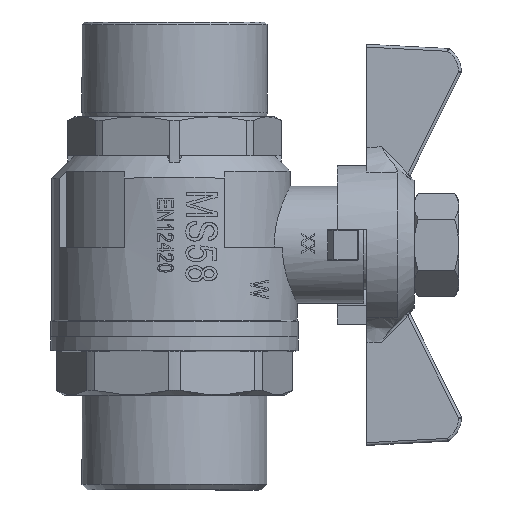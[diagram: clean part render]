
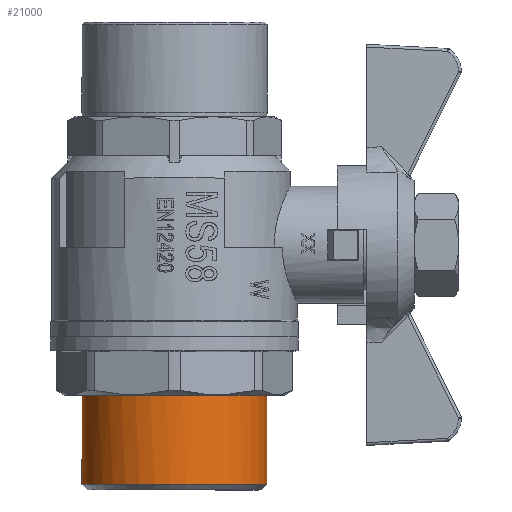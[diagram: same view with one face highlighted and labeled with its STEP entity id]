
A CAD part, front view. The second image highlights one B-rep face of the part: STEP entity #21000.
In plain terms, the highlighted cylindrical face has radius 16.625 mm (diameter 33.249 mm), a full revolution.
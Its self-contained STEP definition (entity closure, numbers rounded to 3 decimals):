
#1876=CYLINDRICAL_SURFACE('',#29973,16.625);
#5136=ORIENTED_EDGE('',*,*,#11521,.F.);
#5137=ORIENTED_EDGE('',*,*,#11529,.T.);
#11521=EDGE_CURVE('',#14767,#14767,#16920,.T.);
#11529=EDGE_CURVE('',#14774,#14774,#16927,.T.);
#14767=VERTEX_POINT('',#42231);
#14774=VERTEX_POINT('',#42304);
#16920=CIRCLE('',#29957,16.625);
#16927=CIRCLE('',#29974,16.625);
#17343=EDGE_LOOP('',(#5136));
#17344=EDGE_LOOP('',(#5137));
#18673=FACE_BOUND('',#17343,.T.);
#18674=FACE_BOUND('',#17344,.T.);
#21000=ADVANCED_FACE('',(#18673,#18674),#1876,.T.);
#29957=AXIS2_PLACEMENT_3D('',#42230,#33388,#33389);
#29973=AXIS2_PLACEMENT_3D('',#42302,#33420,#33421);
#29974=AXIS2_PLACEMENT_3D('',#42303,#33422,#33423);
#33388=DIRECTION('',(0.,0.,1.));
#33389=DIRECTION('',(-0.924,0.383,0.));
#33420=DIRECTION('',(0.,0.,1.));
#33421=DIRECTION('',(-0.924,0.383,0.));
#33422=DIRECTION('',(0.,0.,1.));
#33423=DIRECTION('',(1.,0.,0.));
#42230=CARTESIAN_POINT('',(0.,0.,-12.7));
#42231=CARTESIAN_POINT('',(-15.359,6.362,-12.7));
#42302=CARTESIAN_POINT('',(0.,0.,-25.086));
#42303=CARTESIAN_POINT('',(0.,0.,-28.7));
#42304=CARTESIAN_POINT('',(16.625,0.,-28.7));
